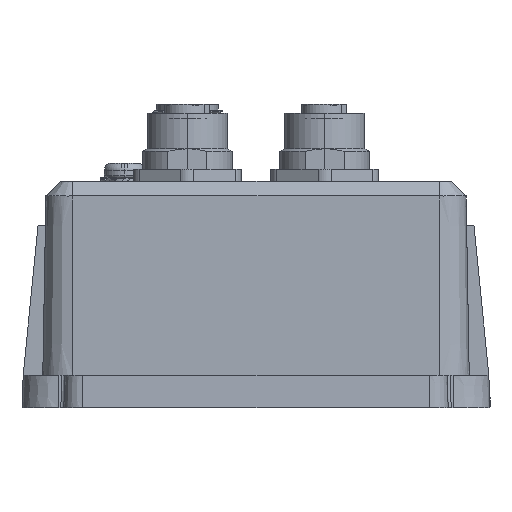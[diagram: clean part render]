
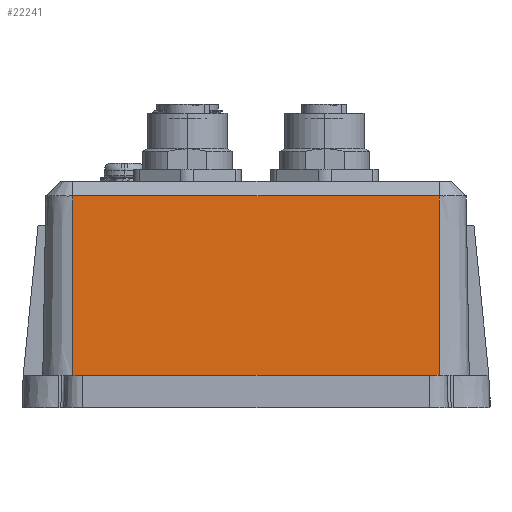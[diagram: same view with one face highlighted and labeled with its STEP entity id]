
A CAD part, left-side view. The second image highlights one B-rep face of the part: STEP entity #22241.
In plain terms, the highlighted planar face has unit normal (-1, 0, 0.018).
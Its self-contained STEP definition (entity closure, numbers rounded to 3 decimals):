
#6359=DIRECTION('',(0.,-1.,0.));
#6360=VECTOR('',#6359,61.376);
#6361=CARTESIAN_POINT('',(-100.714,30.688,
-13.5));
#6362=LINE('',#6361,#6360);
#10069=DIRECTION('',(0.,1.,0.));
#10070=VECTOR('',#10069,61.376);
#10071=CARTESIAN_POINT('',(-100.19,-30.688,
16.5));
#10072=LINE('',#10071,#10070);
#10897=DIRECTION('',(-0.017,0.,-1.));
#10898=VECTOR('',#10897,30.004);
#10899=CARTESIAN_POINT('',(-100.19,30.688,
16.5));
#10900=LINE('',#10899,#10898);
#10901=CARTESIAN_POINT('',(-100.714,30.688,
-13.5));
#10937=DIRECTION('',(0.017,0.,1.));
#10938=VECTOR('',#10937,30.004);
#10939=CARTESIAN_POINT('',(-100.714,-30.688,
-13.5));
#10940=LINE('',#10939,#10938);
#13090=VERTEX_POINT('',#10901);
#13091=CARTESIAN_POINT('',(-100.714,-30.688,
-13.5));
#13092=VERTEX_POINT('',#13091);
#14303=CARTESIAN_POINT('',(-100.19,-30.688,
16.5));
#14305=VERTEX_POINT('',#14303);
#14308=CARTESIAN_POINT('',(-100.19,30.688,
16.5));
#14310=VERTEX_POINT('',#14308);
#22229=CARTESIAN_POINT('',(-100.19,0.,16.5));
#22230=DIRECTION('',(-1.,0.,0.017));
#22231=DIRECTION('',(0.017,0.,1.));
#22232=AXIS2_PLACEMENT_3D('',#22229,#22230,#22231);
#22233=PLANE('',#22232);
#22235=ORIENTED_EDGE('',*,*,#22234,.F.);
#22236=ORIENTED_EDGE('',*,*,#15494,.F.);
#22237=ORIENTED_EDGE('',*,*,#22220,.F.);
#22238=ORIENTED_EDGE('',*,*,#20894,.F.);
#22239=EDGE_LOOP('',(#22235,#22236,#22237,#22238));
#22240=FACE_OUTER_BOUND('',#22239,.F.);
#15494=EDGE_CURVE('',#13090,#13092,#6362,.T.);
#20894=EDGE_CURVE('',#14305,#14310,#10072,.T.);
#22220=EDGE_CURVE('',#14310,#13090,#10900,.T.);
#22234=EDGE_CURVE('',#13092,#14305,#10940,.T.);
#22241=ADVANCED_FACE('',(#22240),#22233,.T.);
